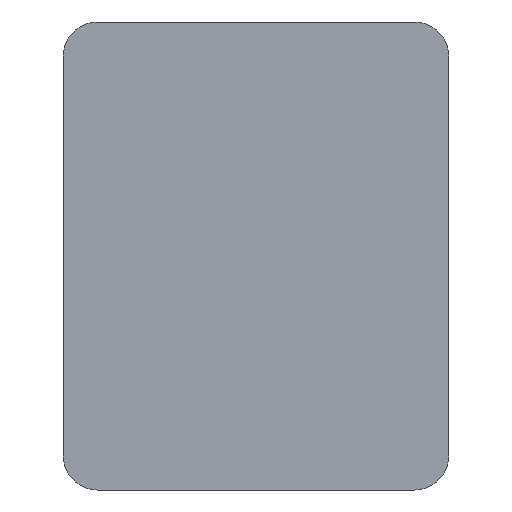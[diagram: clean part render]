
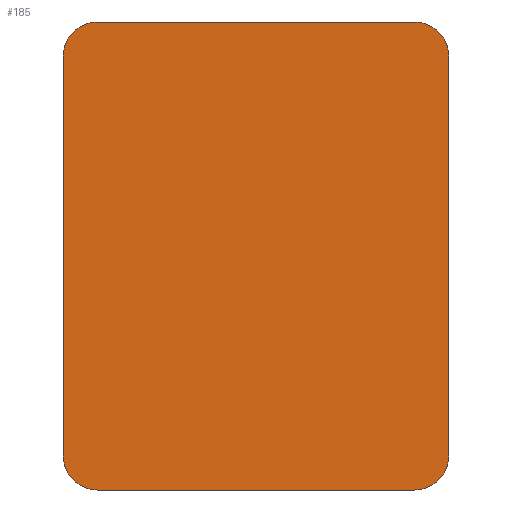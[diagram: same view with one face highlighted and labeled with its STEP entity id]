
A CAD part, top view. The second image highlights one B-rep face of the part: STEP entity #185.
In plain terms, the highlighted planar face has unit normal (0, 0, 1).
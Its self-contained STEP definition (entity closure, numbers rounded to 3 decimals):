
#19=CIRCLE('',#204,3.315);
#21=CIRCLE('',#208,3.315);
#23=CIRCLE('',#212,3.315);
#25=CIRCLE('',#216,3.315);
#39=FACE_OUTER_BOUND('',#49,.T.);
#49=EDGE_LOOP('',(#155,#156,#157,#158,#159,#160,#161,#162));
#51=LINE('',#284,#67);
#56=LINE('',#298,#72);
#60=LINE('',#310,#76);
#64=LINE('',#322,#80);
#67=VECTOR('',#227,10.);
#72=VECTOR('',#240,10.);
#76=VECTOR('',#252,10.);
#80=VECTOR('',#264,10.);
#83=VERTEX_POINT('',#282);
#84=VERTEX_POINT('',#283);
#87=VERTEX_POINT('',#291);
#89=VERTEX_POINT('',#297);
#91=VERTEX_POINT('',#303);
#93=VERTEX_POINT('',#309);
#95=VERTEX_POINT('',#315);
#97=VERTEX_POINT('',#321);
#99=EDGE_CURVE('',#83,#84,#51,.T.);
#103=EDGE_CURVE('',#84,#87,#19,.T.);
#106=EDGE_CURVE('',#87,#89,#56,.T.);
#109=EDGE_CURVE('',#89,#91,#21,.T.);
#112=EDGE_CURVE('',#91,#93,#60,.T.);
#115=EDGE_CURVE('',#93,#95,#23,.T.);
#118=EDGE_CURVE('',#95,#97,#64,.T.);
#121=EDGE_CURVE('',#97,#83,#25,.T.);
#155=ORIENTED_EDGE('',*,*,#99,.F.);
#156=ORIENTED_EDGE('',*,*,#121,.F.);
#157=ORIENTED_EDGE('',*,*,#118,.F.);
#158=ORIENTED_EDGE('',*,*,#115,.F.);
#159=ORIENTED_EDGE('',*,*,#112,.F.);
#160=ORIENTED_EDGE('',*,*,#109,.F.);
#161=ORIENTED_EDGE('',*,*,#106,.F.);
#162=ORIENTED_EDGE('',*,*,#103,.F.);
#175=PLANE('',#218);
#185=ADVANCED_FACE('',(#39),#175,.T.);
#204=AXIS2_PLACEMENT_3D('',#292,#233,#234);
#208=AXIS2_PLACEMENT_3D('',#304,#245,#246);
#212=AXIS2_PLACEMENT_3D('',#316,#257,#258);
#216=AXIS2_PLACEMENT_3D('',#327,#269,#270);
#218=AXIS2_PLACEMENT_3D('',#329,#273,#274);
#227=DIRECTION('',(0.,1.,0.));
#233=DIRECTION('center_axis',(0.,0.,-1.));
#234=DIRECTION('ref_axis',(0.,1.,0.));
#240=DIRECTION('',(1.,0.,0.));
#245=DIRECTION('center_axis',(0.,0.,-1.));
#246=DIRECTION('ref_axis',(1.,0.,0.));
#252=DIRECTION('',(0.,-1.,0.));
#257=DIRECTION('center_axis',(0.,0.,-1.));
#258=DIRECTION('ref_axis',(0.,-1.,0.));
#264=DIRECTION('',(-1.,0.,0.));
#269=DIRECTION('center_axis',(0.,0.,-1.));
#270=DIRECTION('ref_axis',(-1.,0.,0.));
#273=DIRECTION('center_axis',(0.,0.,1.));
#274=DIRECTION('ref_axis',(1.,0.,0.));
#282=CARTESIAN_POINT('',(-2.145,1.17,1.8));
#283=CARTESIAN_POINT('',(-2.145,39.96,1.8));
#284=CARTESIAN_POINT('',(-2.145,39.96,1.8));
#291=CARTESIAN_POINT('',(1.17,43.275,1.8));
#292=CARTESIAN_POINT('Origin',(1.17,39.96,1.8));
#297=CARTESIAN_POINT('',(31.96,43.275,1.8));
#298=CARTESIAN_POINT('',(31.96,43.275,1.8));
#303=CARTESIAN_POINT('',(35.275,39.96,1.8));
#304=CARTESIAN_POINT('Origin',(31.96,39.96,1.8));
#309=CARTESIAN_POINT('',(35.275,1.17,1.8));
#310=CARTESIAN_POINT('',(35.275,1.17,1.8));
#315=CARTESIAN_POINT('',(31.96,-2.145,1.8));
#316=CARTESIAN_POINT('Origin',(31.96,1.17,1.8));
#321=CARTESIAN_POINT('',(1.17,-2.145,1.8));
#322=CARTESIAN_POINT('',(1.17,-2.145,1.8));
#327=CARTESIAN_POINT('Origin',(1.17,1.17,1.8));
#329=CARTESIAN_POINT('Origin',(16.565,20.565,1.8));
